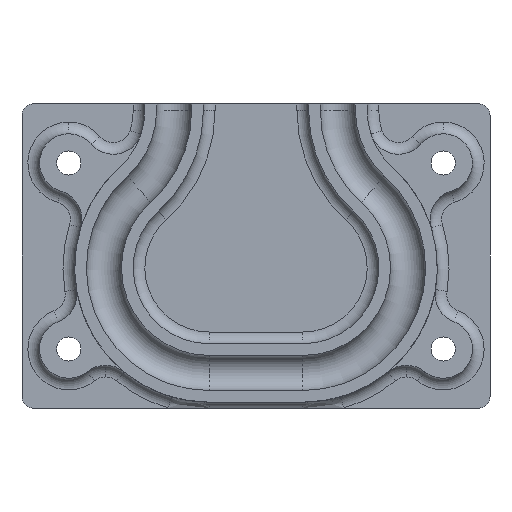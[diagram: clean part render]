
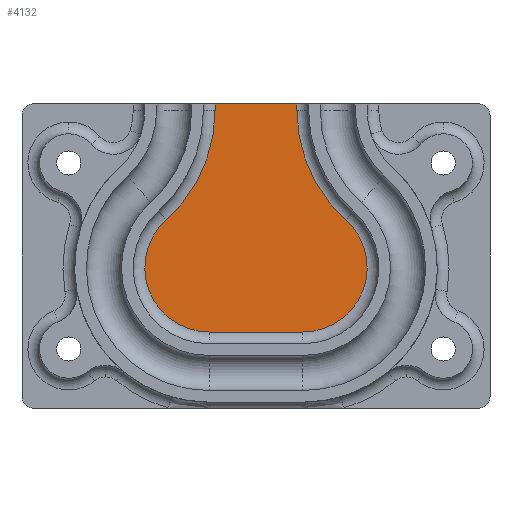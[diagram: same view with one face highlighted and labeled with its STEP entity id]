
A CAD part, front view. The second image highlights one B-rep face of the part: STEP entity #4132.
In plain terms, the highlighted planar face has unit normal (0, -1, 0).
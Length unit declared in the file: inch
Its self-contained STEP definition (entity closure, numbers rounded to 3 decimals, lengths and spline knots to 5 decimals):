
#78 = CIRCLE ( 'NONE', #3181, 1.5625 ) ;
#122 = CARTESIAN_POINT ( 'NONE',  ( 0.95833, 0.25, 0.38743 ) ) ;
#180 = VERTEX_POINT ( 'NONE', #4737 ) ;
#264 = LINE ( 'NONE', #2863, #674 ) ;
#353 = VERTEX_POINT ( 'NONE', #505 ) ;
#438 = CIRCLE ( 'NONE', #3155, 0.6875 ) ;
#505 = CARTESIAN_POINT ( 'NONE',  ( -0.4375, 0.25, 1.55205 ) ) ;
#530 = EDGE_CURVE ( 'NONE', #4555, #2583, #3513, .T. ) ;
#539 = CARTESIAN_POINT ( 'NONE',  ( 0.4375, 0.25, 1.625 ) ) ;
#568 = DIRECTION ( 'NONE',  ( 0., -1., 0. ) ) ;
#617 = CARTESIAN_POINT ( 'NONE',  ( -0.5, 0.25, -0.125 ) ) ;
#674 = VECTOR ( 'NONE', #4325, 39.37008 ) ;
#755 = DIRECTION ( 'NONE',  ( 0., 0., 1. ) ) ;
#829 = CARTESIAN_POINT ( 'NONE',  ( 0.4375, 0.25, 1.55205 ) ) ;
#873 = VECTOR ( 'NONE', #1316, 39.37008 ) ;
#1028 = EDGE_CURVE ( 'NONE', #180, #4176, #4296, .T. ) ;
#1127 = ORIENTED_EDGE ( 'NONE', *, *, #1405, .T. ) ;
#1190 = ORIENTED_EDGE ( 'NONE', *, *, #3235, .T. ) ;
#1316 = DIRECTION ( 'NONE',  ( -1., 0., 0. ) ) ;
#1405 = EDGE_CURVE ( 'NONE', #353, #2256, #78, .T. ) ;
#1638 = CARTESIAN_POINT ( 'NONE',  ( 0., 0.25, 1.625 ) ) ;
#1642 = DIRECTION ( 'NONE',  ( 1., 0., 0. ) ) ;
#1778 = DIRECTION ( 'NONE',  ( 0., 0., 1. ) ) ;
#1836 = ORIENTED_EDGE ( 'NONE', *, *, #1028, .T. ) ;
#1837 = AXIS2_PLACEMENT_3D ( 'NONE', #4421, #4037, #2635 ) ;
#1952 = CARTESIAN_POINT ( 'NONE',  ( 0.5, 0.25, -0.8125 ) ) ;
#2256 = VERTEX_POINT ( 'NONE', #4167 ) ;
#2306 = VECTOR ( 'NONE', #755, 39.37008 ) ;
#2552 = DIRECTION ( 'NONE',  ( 0., 0., 1. ) ) ;
#2583 = VERTEX_POINT ( 'NONE', #4602 ) ;
#2635 = DIRECTION ( 'NONE',  ( 0., 0., 1. ) ) ;
#2776 = AXIS2_PLACEMENT_3D ( 'NONE', #4773, #3338, #2552 ) ;
#2778 = EDGE_CURVE ( 'NONE', #4533, #2982, #4613, .T. ) ;
#2789 = CARTESIAN_POINT ( 'NONE',  ( 0.5, 0.25, -0.8125 ) ) ;
#2863 = CARTESIAN_POINT ( 'NONE',  ( -0.4375, 0.25, 1.55205 ) ) ;
#2889 = DIRECTION ( 'NONE',  ( 0., -1., 0. ) ) ;
#2981 = FACE_OUTER_BOUND ( 'NONE', #3949, .T. ) ;
#2982 = VERTEX_POINT ( 'NONE', #829 ) ;
#3106 = ORIENTED_EDGE ( 'NONE', *, *, #4274, .T. ) ;
#3155 = AXIS2_PLACEMENT_3D ( 'NONE', #4713, #2889, #1778 ) ;
#3181 = AXIS2_PLACEMENT_3D ( 'NONE', #4418, #4007, #4055 ) ;
#3194 = EDGE_CURVE ( 'NONE', #4176, #4533, #438, .T. ) ;
#3235 = EDGE_CURVE ( 'NONE', #2583, #353, #264, .T. ) ;
#3286 = ORIENTED_EDGE ( 'NONE', *, *, #2778, .T. ) ;
#3290 = PLANE ( 'NONE',  #2776 ) ;
#3338 = DIRECTION ( 'NONE',  ( 0., 1., 0. ) ) ;
#3418 = LINE ( 'NONE', #4442, #2306 ) ;
#3464 = EDGE_CURVE ( 'NONE', #2982, #4555, #3418, .T. ) ;
#3513 = LINE ( 'NONE', #1638, #873 ) ;
#3590 = ORIENTED_EDGE ( 'NONE', *, *, #3194, .T. ) ;
#3917 = CIRCLE ( 'NONE', #4594, 0.6875 ) ;
#3949 = EDGE_LOOP ( 'NONE', ( #3286, #4731, #4763, #1190, #1127, #3106, #1836, #3590 ) ) ;
#4007 = DIRECTION ( 'NONE',  ( 0., 1., 0. ) ) ;
#4037 = DIRECTION ( 'NONE',  ( 0., 1., 0. ) ) ;
#4055 = DIRECTION ( 'NONE',  ( 0., 0., 1. ) ) ;
#4132 = ADVANCED_FACE ( 'NONE', ( #2981 ), #3290, .F. ) ;
#4167 = CARTESIAN_POINT ( 'NONE',  ( -0.95833, 0.25, 0.38743 ) ) ;
#4176 = VERTEX_POINT ( 'NONE', #1952 ) ;
#4261 = DIRECTION ( 'NONE',  ( 0., 0., 1. ) ) ;
#4266 = VECTOR ( 'NONE', #1642, 39.37008 ) ;
#4274 = EDGE_CURVE ( 'NONE', #2256, #180, #3917, .T. ) ;
#4296 = LINE ( 'NONE', #2789, #4266 ) ;
#4325 = DIRECTION ( 'NONE',  ( 0., 0., -1. ) ) ;
#4418 = CARTESIAN_POINT ( 'NONE',  ( -2., 0.25, 1.55205 ) ) ;
#4421 = CARTESIAN_POINT ( 'NONE',  ( 2., 0.25, 1.55205 ) ) ;
#4442 = CARTESIAN_POINT ( 'NONE',  ( 0.4375, 0.25, 1.625 ) ) ;
#4533 = VERTEX_POINT ( 'NONE', #122 ) ;
#4555 = VERTEX_POINT ( 'NONE', #539 ) ;
#4594 = AXIS2_PLACEMENT_3D ( 'NONE', #617, #568, #4261 ) ;
#4602 = CARTESIAN_POINT ( 'NONE',  ( -0.4375, 0.25, 1.625 ) ) ;
#4613 = CIRCLE ( 'NONE', #1837, 1.5625 ) ;
#4713 = CARTESIAN_POINT ( 'NONE',  ( 0.5, 0.25, -0.125 ) ) ;
#4731 = ORIENTED_EDGE ( 'NONE', *, *, #3464, .T. ) ;
#4737 = CARTESIAN_POINT ( 'NONE',  ( -0.5, 0.25, -0.8125 ) ) ;
#4763 = ORIENTED_EDGE ( 'NONE', *, *, #530, .T. ) ;
#4773 = CARTESIAN_POINT ( 'NONE',  ( 0., 0.25, 0. ) ) ;
